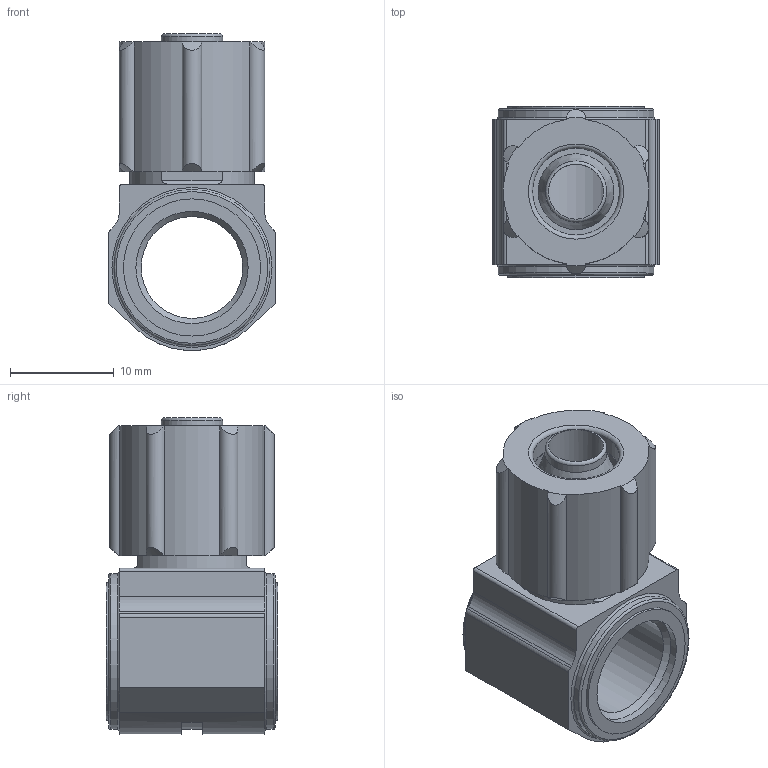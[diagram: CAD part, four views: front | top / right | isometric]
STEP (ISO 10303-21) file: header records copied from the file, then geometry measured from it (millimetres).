
FILE_DESCRIPTION(/* description */ ('STEP AP214'),/* implementation_level */ '2;1');
FILE_NAME(/* name */ '6281_LK-1_8-PK-6-KU',/* time_stamp */ '2024-09-04T18:22:07+02:00',/* author */ ('License CC BY-ND 4.0'),/* organization */ ('CADENAS'),/* preprocessor_version */ 'ST-DEVELOPER v19.3',/* originating_system */ 'PARTsolutions',/* authorisation */ ' ');
FILE_SCHEMA (('AUTOMOTIVE_DESIGN {1 0 10303 214 3 1 1}'));
Length unit declared in the file: millimetre
Products named in the file (3): 6281 LK-1/8-PK-6-KU; 253026 LCK-1/8-PK-6 KU; 211292 MCK-PK-6-KU
Assembly tree (2 placements, depth 2):
  6281 LK-1/8-PK-6-KU
    253026 LCK-1/8-PK-6 KU
    211292 MCK-PK-6-KU
Bounding box: 16 x 16.5 x 30.47 mm (x, y, z)
Volume: 3807.3 mm3; surface area: 3558.8 mm2
Topology: 2 solids, 2 shells, 92 faces, 225 edges, 144 vertices
Faces by surface type: cylinder 39, plane 25, cone 19, torus 9
Full cylindrical faces by diameter (mm): 5.3 x1, 5.9 x1, 6.8 x1, 8.35 x1, 9.8 x1, 10.8 x2, 10.917 x1, 12 x1, 13.2 x2, 15 x2
Entity records: 2781 total; most frequent: CARTESIAN_POINT 581, DIRECTION 474, ORIENTED_EDGE 394, AXIS2_PLACEMENT_3D 203, EDGE_CURVE 197, VERTEX_POINT 143, EDGE_LOOP 132, FACE_BOUND 132
